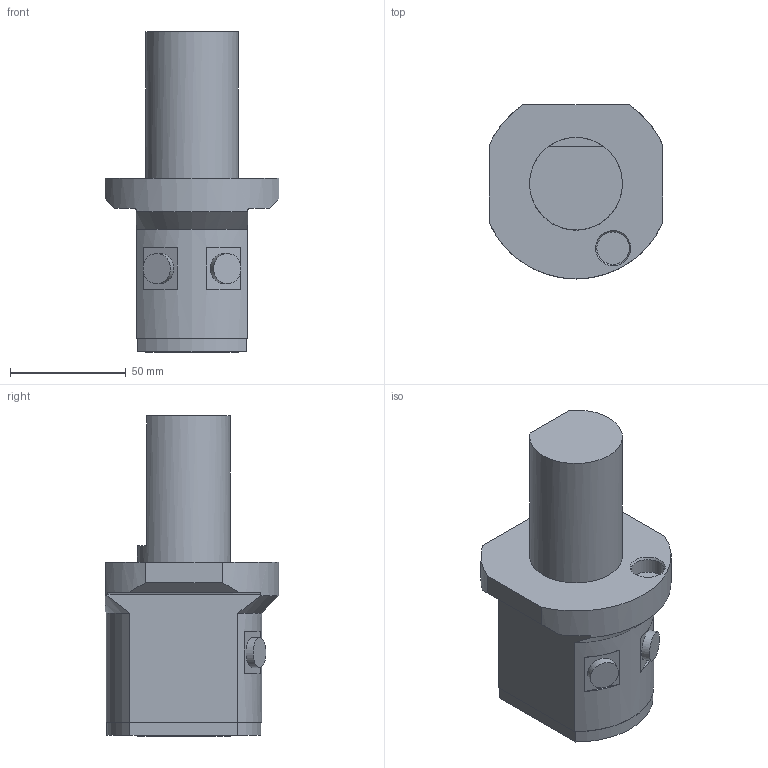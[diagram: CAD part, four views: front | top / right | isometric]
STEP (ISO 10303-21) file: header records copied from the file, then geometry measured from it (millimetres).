
FILE_DESCRIPTION(/* description */ (''),/* implementation_level */ '2;1');
FILE_NAME(/* name */ '1522871928036.stp',/* time_stamp */ '2018-04-04T22:01:48+02:00',/* author */ (''),/* organization */ ('SMS'),/* preprocessor_version */ 'ST-DEVELOPER v15',/* originating_system */ 'SIEMENS PLM Software NX 8.5',/* authorisation */ '');
FILE_SCHEMA (('AUTOMOTIVE_DESIGN { 1 0 10303 214 3 1 1 1 }'));
Length unit declared in the file: millimetre
Products named in the file (1): MOD000000000000000020083555200000
Bounding box: 75 x 75 x 138 mm (x, y, z)
Volume: 307828.3 mm3; surface area: 35585.2 mm2
Topology: 1 solids, 1 shells, 53 faces, 126 edges, 85 vertices
Faces by surface type: plane 29, cylinder 15, cone 9
Full cylindrical faces by diameter (mm): 2.5 x1, 13 x2, 14.014 x1, 39.992 x1, 40 x1
Entity records: 1650 total; most frequent: CARTESIAN_POINT 395, DIRECTION 269, ORIENTED_EDGE 228, EDGE_CURVE 114, AXIS2_PLACEMENT_3D 108, VERTEX_POINT 80, EDGE_LOOP 70, ADVANCED_FACE 53
